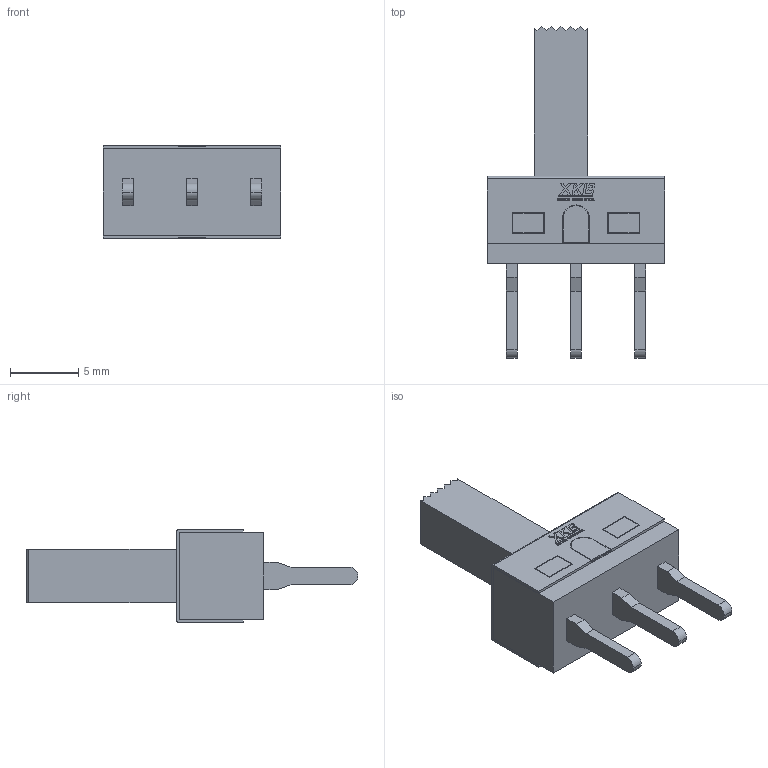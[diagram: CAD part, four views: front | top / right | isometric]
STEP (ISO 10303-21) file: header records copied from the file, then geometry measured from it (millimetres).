
FILE_DESCRIPTION(('STEP AP214'),'1');
FILE_NAME('ss-12d10l11r.stp','2021-03-29T18:32:59',('TraceParts'),('TraceParts S.A.'),'Spatial InterOp 3D',' ',' ');
FILE_SCHEMA(('AUTOMOTIVE_DESIGN { 1 0 10303 214 1 1 1 1 }'));
Length unit declared in the file: millimetre
Products named in the file (1): ss-12d10l11r_1
Bounding box: 13 x 24.3 x 6.8 mm (x, y, z)
Volume: 738.3 mm3; surface area: 1068.8 mm2
Topology: 4 solids, 4 shells, 554 faces, 1556 edges, 1036 vertices
Faces by surface type: plane 536, cylinder 18
Entity records: 17547 total; most frequent: CARTESIAN_POINT 3150, ORIENTED_EDGE 3112, DIRECTION 2708, EDGE_CURVE 1556, LINE 1520, VECTOR 1520, VERTEX_POINT 1036, AXIS2_PLACEMENT_3D 594
